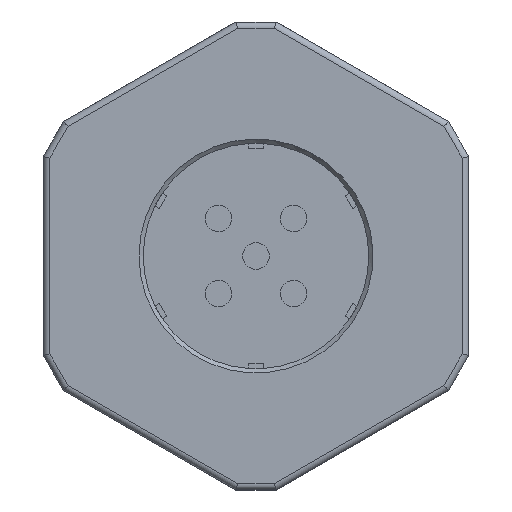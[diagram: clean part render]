
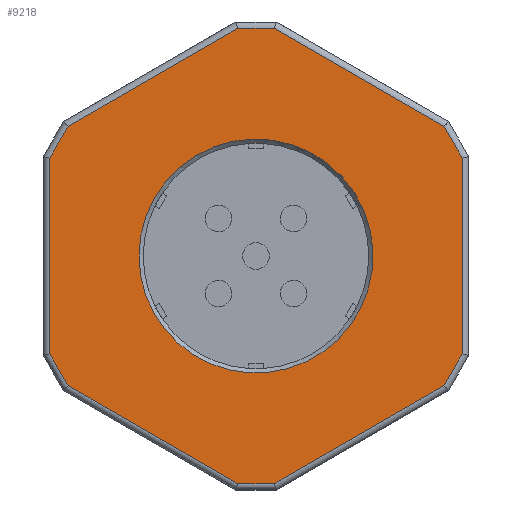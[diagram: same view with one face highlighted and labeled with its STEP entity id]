
A CAD part, left-side view. The second image highlights one B-rep face of the part: STEP entity #9218.
In plain terms, the highlighted planar face has unit normal (-1, 0, 0).
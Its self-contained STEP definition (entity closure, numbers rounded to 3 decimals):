
#320=PLANE('',#10120);
#931=LINE('',#20321,#1836);
#932=LINE('',#20324,#1837);
#933=LINE('',#20326,#1838);
#934=LINE('',#20328,#1839);
#935=LINE('',#20330,#1840);
#936=LINE('',#20332,#1841);
#937=LINE('',#20334,#1842);
#938=LINE('',#20336,#1843);
#939=LINE('',#20338,#1844);
#940=LINE('',#20340,#1845);
#941=LINE('',#20342,#1846);
#942=LINE('',#20344,#1847);
#1836=VECTOR('',#11408,1000.);
#1837=VECTOR('',#11409,1000.);
#1838=VECTOR('',#11410,1000.);
#1839=VECTOR('',#11411,1000.);
#1840=VECTOR('',#11412,1000.);
#1841=VECTOR('',#11413,1000.);
#1842=VECTOR('',#11414,1000.);
#1843=VECTOR('',#11415,1000.);
#1844=VECTOR('',#11416,1000.);
#1845=VECTOR('',#11417,1000.);
#1846=VECTOR('',#11418,1000.);
#1847=VECTOR('',#11419,1000.);
#3251=ORIENTED_EDGE('',*,*,#5608,.T.);
#3252=ORIENTED_EDGE('',*,*,#5609,.T.);
#3253=ORIENTED_EDGE('',*,*,#5610,.T.);
#3254=ORIENTED_EDGE('',*,*,#5611,.T.);
#3255=ORIENTED_EDGE('',*,*,#5612,.T.);
#3256=ORIENTED_EDGE('',*,*,#5613,.T.);
#3257=ORIENTED_EDGE('',*,*,#5614,.T.);
#3258=ORIENTED_EDGE('',*,*,#5615,.T.);
#3259=ORIENTED_EDGE('',*,*,#5616,.T.);
#3260=ORIENTED_EDGE('',*,*,#5617,.T.);
#3261=ORIENTED_EDGE('',*,*,#5618,.T.);
#3262=ORIENTED_EDGE('',*,*,#5619,.T.);
#3263=ORIENTED_EDGE('',*,*,#5620,.T.);
#5608=EDGE_CURVE('',#6791,#6791,#7473,.T.);
#5609=EDGE_CURVE('',#6792,#6793,#931,.F.);
#5610=EDGE_CURVE('',#6793,#6794,#932,.F.);
#5611=EDGE_CURVE('',#6794,#6795,#933,.F.);
#5612=EDGE_CURVE('',#6795,#6796,#934,.F.);
#5613=EDGE_CURVE('',#6796,#6797,#935,.F.);
#5614=EDGE_CURVE('',#6797,#6798,#936,.F.);
#5615=EDGE_CURVE('',#6798,#6799,#937,.F.);
#5616=EDGE_CURVE('',#6799,#6800,#938,.F.);
#5617=EDGE_CURVE('',#6800,#6801,#939,.F.);
#5618=EDGE_CURVE('',#6801,#6802,#940,.F.);
#5619=EDGE_CURVE('',#6802,#6803,#941,.F.);
#5620=EDGE_CURVE('',#6803,#6792,#942,.F.);
#6791=VERTEX_POINT('',#20320);
#6792=VERTEX_POINT('',#20322);
#6793=VERTEX_POINT('',#20323);
#6794=VERTEX_POINT('',#20325);
#6795=VERTEX_POINT('',#20327);
#6796=VERTEX_POINT('',#20329);
#6797=VERTEX_POINT('',#20331);
#6798=VERTEX_POINT('',#20333);
#6799=VERTEX_POINT('',#20335);
#6800=VERTEX_POINT('',#20337);
#6801=VERTEX_POINT('',#20339);
#6802=VERTEX_POINT('',#20341);
#6803=VERTEX_POINT('',#20343);
#7473=CIRCLE('',#10121,5.5);
#7823=EDGE_LOOP('',(#3251));
#7824=EDGE_LOOP('',(#3252,#3253,#3254,#3255,#3256,#3257,#3258,#3259,#3260,
#3261,#3262,#3263));
#8478=FACE_BOUND('',#7823,.T.);
#8479=FACE_BOUND('',#7824,.T.);
#9218=ADVANCED_FACE('',(#8478,#8479),#320,.F.);
#10120=AXIS2_PLACEMENT_3D('',#20318,#11404,#11405);
#10121=AXIS2_PLACEMENT_3D('',#20319,#11406,#11407);
#11404=DIRECTION('',(1.,0.,0.));
#11405=DIRECTION('',(0.,0.,-1.));
#11406=DIRECTION('',(1.,0.,0.));
#11407=DIRECTION('',(0.,0.,-1.));
#11408=DIRECTION('',(0.,0.866,-0.5));
#11409=DIRECTION('',(0.,0.5,-0.866));
#11410=DIRECTION('',(0.,0.,-1.));
#11411=DIRECTION('',(0.,-0.5,-0.866));
#11412=DIRECTION('',(0.,-0.866,-0.5));
#11413=DIRECTION('',(0.,-1.,0.));
#11414=DIRECTION('',(0.,-0.866,0.5));
#11415=DIRECTION('',(0.,-0.5,0.866));
#11416=DIRECTION('',(0.,0.,1.));
#11417=DIRECTION('',(0.,0.5,0.866));
#11418=DIRECTION('',(0.,0.866,0.5));
#11419=DIRECTION('',(0.,1.,0.));
#20318=CARTESIAN_POINT('',(-1.5,0.,0.));
#20319=CARTESIAN_POINT('',(-1.5,0.,0.));
#20320=CARTESIAN_POINT('',(-1.5,0.,-5.5));
#20321=CARTESIAN_POINT('',(-1.5,-5.35,-9.266));
#20322=CARTESIAN_POINT('',(-1.5,-4.599,-9.7));
#20323=CARTESIAN_POINT('',(-1.5,-6.101,-8.833));
#20324=CARTESIAN_POINT('',(-1.5,-8.4,-4.85));
#20325=CARTESIAN_POINT('',(-1.5,-10.7,-0.867));
#20326=CARTESIAN_POINT('',(-1.5,-10.7,0.));
#20327=CARTESIAN_POINT('',(-1.5,-10.7,0.867));
#20328=CARTESIAN_POINT('',(-1.5,-8.4,4.85));
#20329=CARTESIAN_POINT('',(-1.5,-6.101,8.833));
#20330=CARTESIAN_POINT('',(-1.5,-5.35,9.266));
#20331=CARTESIAN_POINT('',(-1.5,-4.599,9.7));
#20332=CARTESIAN_POINT('',(-1.5,0.,9.7));
#20333=CARTESIAN_POINT('',(-1.5,4.599,9.7));
#20334=CARTESIAN_POINT('',(-1.5,5.35,9.266));
#20335=CARTESIAN_POINT('',(-1.5,6.101,8.833));
#20336=CARTESIAN_POINT('',(-1.5,8.4,4.85));
#20337=CARTESIAN_POINT('',(-1.5,10.7,0.867));
#20338=CARTESIAN_POINT('',(-1.5,10.7,0.));
#20339=CARTESIAN_POINT('',(-1.5,10.7,-0.867));
#20340=CARTESIAN_POINT('',(-1.5,8.4,-4.85));
#20341=CARTESIAN_POINT('',(-1.5,6.101,-8.833));
#20342=CARTESIAN_POINT('',(-1.5,5.35,-9.266));
#20343=CARTESIAN_POINT('',(-1.5,4.599,-9.7));
#20344=CARTESIAN_POINT('',(-1.5,0.,-9.7));
